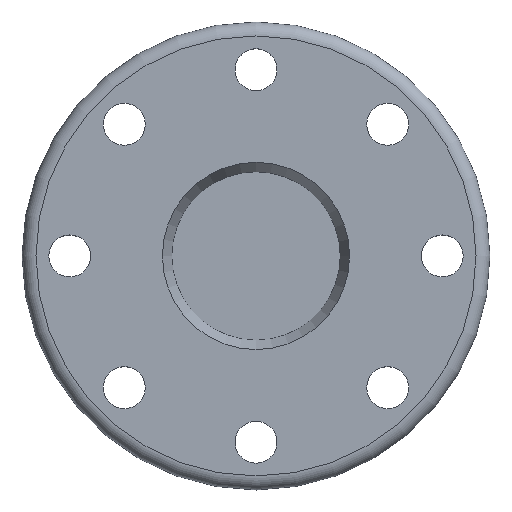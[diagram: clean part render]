
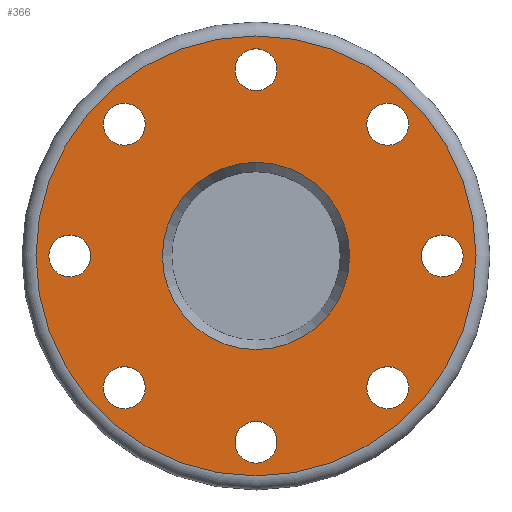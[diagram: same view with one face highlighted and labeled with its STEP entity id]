
A CAD part, top view. The second image highlights one B-rep face of the part: STEP entity #366.
In plain terms, the highlighted planar face has unit normal (0, 0, 1).
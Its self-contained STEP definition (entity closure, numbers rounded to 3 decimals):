
#16=PLANE($,#415);
#34=FACE_BOUND($,#114,.T.);
#35=FACE_BOUND($,#115,.T.);
#36=FACE_BOUND($,#116,.T.);
#37=FACE_BOUND($,#117,.T.);
#38=FACE_BOUND($,#118,.T.);
#39=FACE_BOUND($,#119,.T.);
#40=FACE_BOUND($,#120,.T.);
#41=FACE_BOUND($,#121,.T.);
#42=FACE_BOUND($,#122,.T.);
#43=FACE_BOUND($,#123,.T.);
#114=EDGE_LOOP($,(#289));
#115=EDGE_LOOP($,(#290));
#116=EDGE_LOOP($,(#291));
#117=EDGE_LOOP($,(#292));
#118=EDGE_LOOP($,(#293));
#119=EDGE_LOOP($,(#294));
#120=EDGE_LOOP($,(#295));
#121=EDGE_LOOP($,(#296));
#122=EDGE_LOOP($,(#297));
#123=EDGE_LOOP($,(#298));
#166=CIRCLE($,#389,9.);
#168=CIRCLE($,#392,9.);
#170=CIRCLE($,#395,9.);
#172=CIRCLE($,#398,9.);
#174=CIRCLE($,#401,9.);
#176=CIRCLE($,#404,9.);
#178=CIRCLE($,#407,9.);
#180=CIRCLE($,#410,9.);
#182=CIRCLE($,#414,40.2);
#183=CIRCLE($,#416,94.5);
#201=VERTEX_POINT($,#582);
#203=VERTEX_POINT($,#587);
#205=VERTEX_POINT($,#592);
#207=VERTEX_POINT($,#597);
#209=VERTEX_POINT($,#602);
#211=VERTEX_POINT($,#607);
#213=VERTEX_POINT($,#612);
#215=VERTEX_POINT($,#617);
#217=VERTEX_POINT($,#623);
#218=VERTEX_POINT($,#626);
#236=EDGE_CURVE($,#201,#201,#166,.T.);
#238=EDGE_CURVE($,#203,#203,#168,.T.);
#240=EDGE_CURVE($,#205,#205,#170,.T.);
#242=EDGE_CURVE($,#207,#207,#172,.T.);
#244=EDGE_CURVE($,#209,#209,#174,.T.);
#246=EDGE_CURVE($,#211,#211,#176,.T.);
#248=EDGE_CURVE($,#213,#213,#178,.T.);
#250=EDGE_CURVE($,#215,#215,#180,.T.);
#252=EDGE_CURVE($,#217,#217,#182,.T.);
#253=EDGE_CURVE($,#218,#218,#183,.T.);
#289=ORIENTED_EDGE($,*,*,#236,.T.);
#290=ORIENTED_EDGE($,*,*,#238,.T.);
#291=ORIENTED_EDGE($,*,*,#240,.T.);
#292=ORIENTED_EDGE($,*,*,#242,.T.);
#293=ORIENTED_EDGE($,*,*,#244,.T.);
#294=ORIENTED_EDGE($,*,*,#246,.T.);
#295=ORIENTED_EDGE($,*,*,#248,.T.);
#296=ORIENTED_EDGE($,*,*,#250,.T.);
#297=ORIENTED_EDGE($,*,*,#253,.F.);
#298=ORIENTED_EDGE($,*,*,#252,.T.);
#366=ADVANCED_FACE($,(#34,#35,#36,#37,#38,#39,#40,#41,#42,#43),#16,.T.);
#389=AXIS2_PLACEMENT_3D($,#583,#456,#457);
#392=AXIS2_PLACEMENT_3D($,#588,#462,#463);
#395=AXIS2_PLACEMENT_3D($,#593,#468,#469);
#398=AXIS2_PLACEMENT_3D($,#598,#474,#475);
#401=AXIS2_PLACEMENT_3D($,#603,#480,#481);
#404=AXIS2_PLACEMENT_3D($,#608,#486,#487);
#407=AXIS2_PLACEMENT_3D($,#613,#492,#493);
#410=AXIS2_PLACEMENT_3D($,#618,#498,#499);
#414=AXIS2_PLACEMENT_3D($,#624,#506,#507);
#415=AXIS2_PLACEMENT_3D($,#625,#508,#509);
#416=AXIS2_PLACEMENT_3D($,#627,#510,#511);
#456=DIRECTION('center_axis',(0.,0.,
-1.));
#457=DIRECTION('ref_axis',(0.707,0.707,0.));
#462=DIRECTION('center_axis',(0.,0.,
-1.));
#463=DIRECTION('ref_axis',(0.,1.,0.));
#468=DIRECTION('center_axis',(0.,0.,
-1.));
#469=DIRECTION('ref_axis',(-0.707,0.707,0.));
#474=DIRECTION('center_axis',(0.,0.,
-1.));
#475=DIRECTION('ref_axis',(-1.,0.,0.));
#480=DIRECTION('center_axis',(0.,0.,
-1.));
#481=DIRECTION('ref_axis',(-0.707,-0.707,0.));
#486=DIRECTION('center_axis',(0.,0.,
-1.));
#487=DIRECTION('ref_axis',(0.,-1.,0.));
#492=DIRECTION('center_axis',(0.,0.,
-1.));
#493=DIRECTION('ref_axis',(0.707,-0.707,0.));
#498=DIRECTION('center_axis',(0.,0.,
-1.));
#499=DIRECTION('ref_axis',(1.,0.,0.));
#506=DIRECTION('center_axis',(0.,0.,-1.));
#507=DIRECTION('ref_axis',(0.,-1.,0.));
#508=DIRECTION('center_axis',(0.,0.,
1.));
#509=DIRECTION('ref_axis',(0.,1.,0.));
#510=DIRECTION('center_axis',(0.,0.,-1.));
#511=DIRECTION('ref_axis',(0.,-1.,0.));
#582=CARTESIAN_POINT('',(-62.933,50.205,22.513));
#583=CARTESIAN_POINT('Origin',(-56.569,56.569,22.513));
#587=CARTESIAN_POINT('',(-80.,-9.,22.513));
#588=CARTESIAN_POINT('Origin',(-80.,0.,22.513));
#592=CARTESIAN_POINT('',(-50.205,-62.933,22.513));
#593=CARTESIAN_POINT('Origin',(-56.569,-56.569,22.513));
#597=CARTESIAN_POINT('',(9.,-80.,22.513));
#598=CARTESIAN_POINT('Origin',(0.,-80.,22.513));
#602=CARTESIAN_POINT('',(62.933,-50.205,22.513));
#603=CARTESIAN_POINT('Origin',(56.569,-56.569,22.513));
#607=CARTESIAN_POINT('',(80.,9.,22.513));
#608=CARTESIAN_POINT('Origin',(80.,0.,22.513));
#612=CARTESIAN_POINT('',(50.205,62.933,22.513));
#613=CARTESIAN_POINT('Origin',(56.569,56.569,22.513));
#617=CARTESIAN_POINT('',(-9.,80.,22.513));
#618=CARTESIAN_POINT('Origin',(0.,80.,22.513));
#623=CARTESIAN_POINT('',(0.,-40.2,22.513));
#624=CARTESIAN_POINT('Origin',(0.,0.,22.513));
#625=CARTESIAN_POINT('Origin',(0.,-67.35,22.513));
#626=CARTESIAN_POINT('',(0.,-94.5,22.513));
#627=CARTESIAN_POINT('Origin',(0.,0.,22.513));
